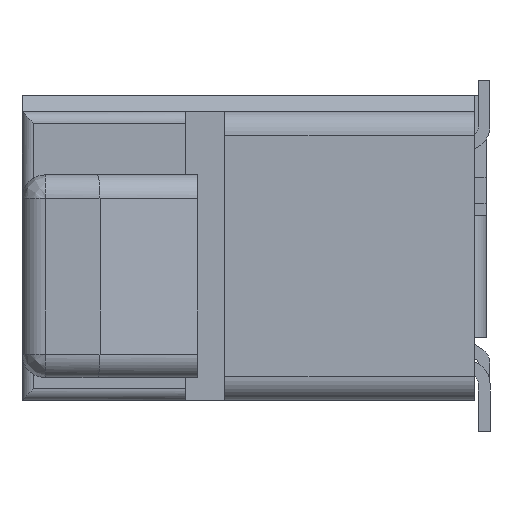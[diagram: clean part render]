
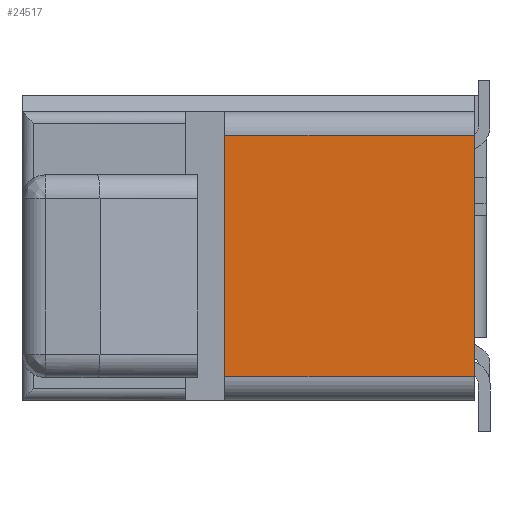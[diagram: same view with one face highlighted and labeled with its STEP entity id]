
A CAD part, left-side view. The second image highlights one B-rep face of the part: STEP entity #24517.
In plain terms, the highlighted planar face has unit normal (-1, 0, 0).
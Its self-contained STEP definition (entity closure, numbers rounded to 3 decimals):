
#265 = EDGE_CURVE ( 'NONE', #19839, #19842, #22466, .T. ) ;
#728 = EDGE_CURVE ( 'NONE', #20648, #19842, #12466, .T. ) ;
#730 = EDGE_CURVE ( 'NONE', #20496, #20648, #12458, .T. ) ;
#733 = EDGE_CURVE ( 'NONE', #19839, #20496, #12483, .T. ) ;
#7371 = CARTESIAN_POINT ( 'NONE',  ( -17.49, 3.4, 1.21 ) ) ;
#7374 = CARTESIAN_POINT ( 'NONE',  ( -17.49, 3.4, -1.89 ) ) ;
#7751 = CARTESIAN_POINT ( 'NONE',  ( -17.49, 0.2, 1.21 ) ) ;
#7903 = CARTESIAN_POINT ( 'NONE',  ( -17.49, 0.2, -1.89 ) ) ;
#9932 = CARTESIAN_POINT ( 'NONE',  ( -17.49, 3.4, 1.21 ) ) ;
#9936 = FACE_OUTER_BOUND ( 'NONE', #14216, .T. ) ;
#9937 = PLANE ( 'NONE',  #21794 ) ;
#9939 = DIRECTION ( 'NONE',  ( -1., 0., 0. ) ) ;
#9940 = DIRECTION ( 'NONE',  ( 0., 0., 1. ) ) ;
#12450 = CARTESIAN_POINT ( 'NONE',  ( -17.49, 3.4, -1.89 ) ) ;
#12458 = LINE ( 'NONE', #12475, #23319 ) ;
#12466 = LINE ( 'NONE', #12450, #23323 ) ;
#12471 = DIRECTION ( 'NONE',  ( 0., 1., 0. ) ) ;
#12475 = CARTESIAN_POINT ( 'NONE',  ( -17.49, 0.2, 1.21 ) ) ;
#12477 = DIRECTION ( 'NONE',  ( 0., 0., -1. ) ) ;
#12483 = LINE ( 'NONE', #12485, #23315 ) ;
#12485 = CARTESIAN_POINT ( 'NONE',  ( -17.49, 3.4, 1.21 ) ) ;
#12486 = DIRECTION ( 'NONE',  ( 0., -1., 0. ) ) ;
#14216 = EDGE_LOOP ( 'NONE', ( #14275, #14274, #22881, #22900 ) ) ;
#14274 = ORIENTED_EDGE ( 'NONE', *, *, #730, .F. ) ;
#14275 = ORIENTED_EDGE ( 'NONE', *, *, #728, .F. ) ;
#19839 = VERTEX_POINT ( 'NONE', #7371 ) ;
#19842 = VERTEX_POINT ( 'NONE', #7374 ) ;
#20496 = VERTEX_POINT ( 'NONE', #7751 ) ;
#20648 = VERTEX_POINT ( 'NONE', #7903 ) ;
#21794 = AXIS2_PLACEMENT_3D ( 'NONE', #9932, #9939, #9940 ) ;
#22465 = CARTESIAN_POINT ( 'NONE',  ( -17.49, 3.4, 1.21 ) ) ;
#22466 = LINE ( 'NONE', #22465, #23909 ) ;
#22482 = DIRECTION ( 'NONE',  ( 0., 0., -1. ) ) ;
#22881 = ORIENTED_EDGE ( 'NONE', *, *, #733, .F. ) ;
#22900 = ORIENTED_EDGE ( 'NONE', *, *, #265, .T. ) ;
#23315 = VECTOR ( 'NONE', #12486, 1000. ) ;
#23319 = VECTOR ( 'NONE', #12477, 1000. ) ;
#23323 = VECTOR ( 'NONE', #12471, 1000. ) ;
#23909 = VECTOR ( 'NONE', #22482, 1000. ) ;
#24517 = ADVANCED_FACE ( 'NONE', ( #9936 ), #9937, .T. ) ;
